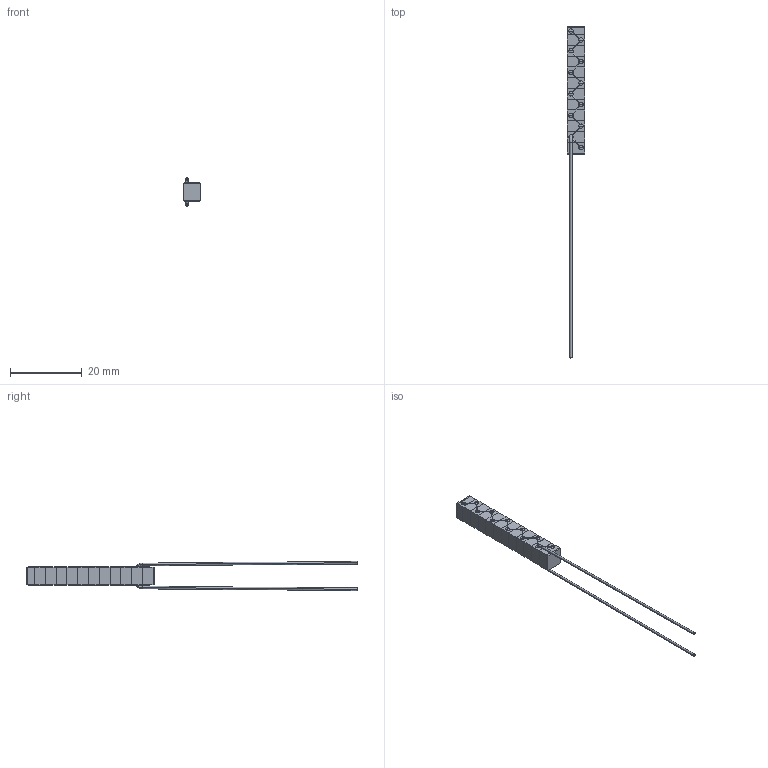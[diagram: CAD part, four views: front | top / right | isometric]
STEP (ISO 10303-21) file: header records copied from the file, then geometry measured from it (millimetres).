
FILE_DESCRIPTION (( 'STEP AP214' ), '1' );
FILE_NAME ('CTN002969.STEP', '2015-06-12T06:21:34', ( '' ), ( '' ), 'SwSTEP 2.0', 'SolidWorks 2014', '' );
FILE_SCHEMA (( 'AUTOMOTIVE_DESIGN' ));
Length unit declared in the file: millimetre
Products named in the file (1): CTN002969
Bounding box: 5 x 92.57 x 8.12 mm (x, y, z)
Volume: 1142.7 mm3; surface area: 2067.4 mm2
Topology: 33 solids, 33 shells, 284 faces, 572 edges, 354 vertices
Faces by surface type: plane 136, cylinder 92, sphere 48, bspline 8
Entity records: 9239 total; most frequent: CARTESIAN_POINT 1919, DIRECTION 1204, ORIENTED_EDGE 1144, EDGE_CURVE 572, AXIS2_PLACEMENT_3D 433, VERTEX_POINT 354, LINE 338, VECTOR 338
